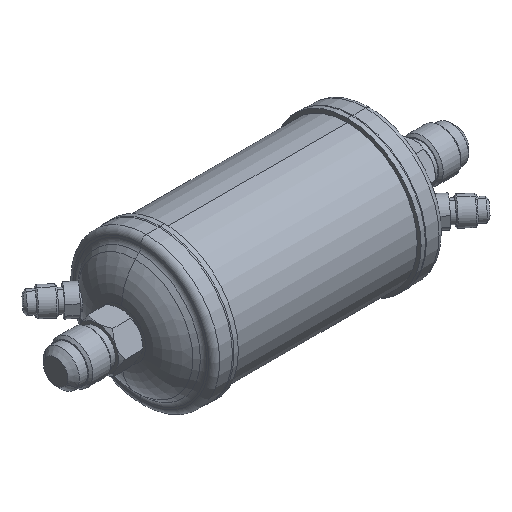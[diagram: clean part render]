
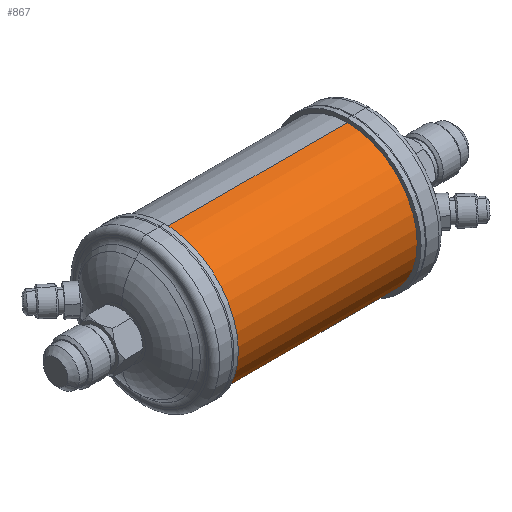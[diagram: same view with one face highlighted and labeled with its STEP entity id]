
A CAD part, isometric view. The second image highlights one B-rep face of the part: STEP entity #867.
In plain terms, the highlighted cylindrical face has radius 31.75 mm (diameter 63.5 mm), a partial arc.
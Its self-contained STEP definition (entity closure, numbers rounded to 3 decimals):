
#216 = FACE_OUTER_BOUND ( 'NONE', #1270, .T. ) ;
#218 = CARTESIAN_POINT ( 'NONE',  ( -41.5, 0., -31.75 ) ) ;
#321 = AXIS2_PLACEMENT_3D ( 'NONE', #3464, #1438, #2815 ) ;
#479 = CARTESIAN_POINT ( 'NONE',  ( 41.5, 0., -31.75 ) ) ;
#534 = LINE ( 'NONE', #3302, #1148 ) ;
#565 = AXIS2_PLACEMENT_3D ( 'NONE', #1974, #1628, #3972 ) ;
#626 = CYLINDRICAL_SURFACE ( 'NONE', #565, 31.75 ) ;
#675 = ORIENTED_EDGE ( 'NONE', *, *, #3363, .F. ) ;
#827 = VERTEX_POINT ( 'NONE', #2884 ) ;
#867 = ADVANCED_FACE ( 'NONE', ( #216 ), #626, .T. ) ;
#876 = DIRECTION ( 'NONE',  ( -1., 0., 0. ) ) ;
#1005 = ORIENTED_EDGE ( 'NONE', *, *, #2491, .T. ) ;
#1148 = VECTOR ( 'NONE', #876, 1000. ) ;
#1211 = VERTEX_POINT ( 'NONE', #2095 ) ;
#1270 = EDGE_LOOP ( 'NONE', ( #675, #3236, #1005, #4334 ) ) ;
#1353 = VECTOR ( 'NONE', #2239, 1000. ) ;
#1438 = DIRECTION ( 'NONE',  ( -1., 0., 0. ) ) ;
#1628 = DIRECTION ( 'NONE',  ( -1., 0., 0. ) ) ;
#1743 = EDGE_CURVE ( 'NONE', #827, #4035, #4430, .T. ) ;
#1833 = CIRCLE ( 'NONE', #321, 31.75 ) ;
#1906 = CARTESIAN_POINT ( 'NONE',  ( 50., 0., 31.75 ) ) ;
#1974 = CARTESIAN_POINT ( 'NONE',  ( 50., 0., 0. ) ) ;
#2095 = CARTESIAN_POINT ( 'NONE',  ( 41.5, 0., 31.75 ) ) ;
#2239 = DIRECTION ( 'NONE',  ( -1., 0., 0. ) ) ;
#2361 = DIRECTION ( 'NONE',  ( 1., 0., 0. ) ) ;
#2402 = EDGE_CURVE ( 'NONE', #3131, #1211, #1833, .T. ) ;
#2491 = EDGE_CURVE ( 'NONE', #1211, #827, #3258, .T. ) ;
#2815 = DIRECTION ( 'NONE',  ( 0., 0., 1. ) ) ;
#2884 = CARTESIAN_POINT ( 'NONE',  ( -41.5, 0., 31.75 ) ) ;
#3068 = AXIS2_PLACEMENT_3D ( 'NONE', #4070, #2361, #3369 ) ;
#3131 = VERTEX_POINT ( 'NONE', #479 ) ;
#3236 = ORIENTED_EDGE ( 'NONE', *, *, #2402, .T. ) ;
#3258 = LINE ( 'NONE', #1906, #1353 ) ;
#3302 = CARTESIAN_POINT ( 'NONE',  ( 50., 0., -31.75 ) ) ;
#3363 = EDGE_CURVE ( 'NONE', #3131, #4035, #534, .T. ) ;
#3369 = DIRECTION ( 'NONE',  ( 0., 0., -1. ) ) ;
#3464 = CARTESIAN_POINT ( 'NONE',  ( 41.5, 0., 0. ) ) ;
#3972 = DIRECTION ( 'NONE',  ( 0., 0., 1. ) ) ;
#4035 = VERTEX_POINT ( 'NONE', #218 ) ;
#4070 = CARTESIAN_POINT ( 'NONE',  ( -41.5, 0., 0. ) ) ;
#4334 = ORIENTED_EDGE ( 'NONE', *, *, #1743, .T. ) ;
#4430 = CIRCLE ( 'NONE', #3068, 31.75 ) ;
